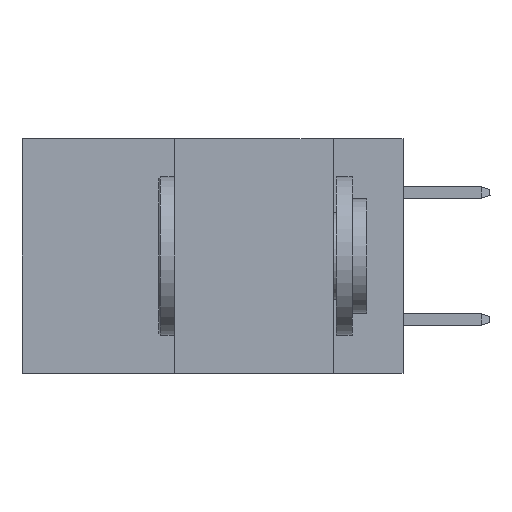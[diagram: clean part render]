
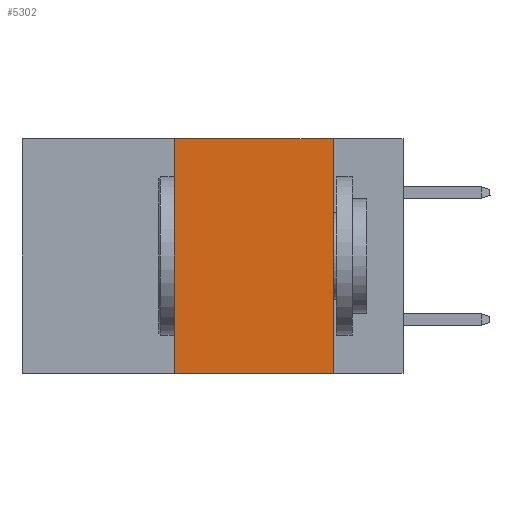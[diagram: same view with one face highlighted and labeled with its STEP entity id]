
A CAD part, left-side view. The second image highlights one B-rep face of the part: STEP entity #5302.
In plain terms, the highlighted planar face has unit normal (-1, 0, 0).
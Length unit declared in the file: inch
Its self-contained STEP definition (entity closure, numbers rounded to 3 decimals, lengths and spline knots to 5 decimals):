
#96 = LINE ( 'NONE', #7355, #3760 ) ;
#496 = CARTESIAN_POINT ( 'NONE',  ( 0., 0.6, 0. ) ) ;
#704 = CARTESIAN_POINT ( 'NONE',  ( 0., 0.11, -0.37 ) ) ;
#1021 = VECTOR ( 'NONE', #9495, 39.37008 ) ;
#1528 = FACE_OUTER_BOUND ( 'NONE', #1615, .T. ) ;
#1615 = EDGE_LOOP ( 'NONE', ( #2787, #5683, #4913, #9379 ) ) ;
#2073 = CARTESIAN_POINT ( 'NONE',  ( 0., 0.36, -0.37 ) ) ;
#2087 = DIRECTION ( 'NONE',  ( 0., 0., -1. ) ) ;
#2286 = VECTOR ( 'NONE', #8902, 39.37008 ) ;
#2787 = ORIENTED_EDGE ( 'NONE', *, *, #4960, .F. ) ;
#3303 = DIRECTION ( 'NONE',  ( 0., -1., 0. ) ) ;
#3407 = CARTESIAN_POINT ( 'NONE',  ( 0., 0.36, 0. ) ) ;
#3760 = VECTOR ( 'NONE', #2087, 39.37008 ) ;
#4913 = ORIENTED_EDGE ( 'NONE', *, *, #6800, .F. ) ;
#4960 = EDGE_CURVE ( 'NONE', #8549, #9463, #96, .T. ) ;
#5017 = VECTOR ( 'NONE', #3303, 39.37008 ) ;
#5088 = LINE ( 'NONE', #496, #5017 ) ;
#5186 = VERTEX_POINT ( 'NONE', #2073 ) ;
#5302 = ADVANCED_FACE ( 'NONE', ( #1528 ), #10667, .F. ) ;
#5683 = ORIENTED_EDGE ( 'NONE', *, *, #11207, .F. ) ;
#6169 = CARTESIAN_POINT ( 'NONE',  ( 0., 0.36, 0. ) ) ;
#6203 = CARTESIAN_POINT ( 'NONE',  ( 0., 0.6, 0. ) ) ;
#6800 = EDGE_CURVE ( 'NONE', #5186, #9467, #7061, .T. ) ;
#7061 = LINE ( 'NONE', #6169, #2286 ) ;
#7355 = CARTESIAN_POINT ( 'NONE',  ( 0., 0.11, 0. ) ) ;
#7494 = CARTESIAN_POINT ( 'NONE',  ( 0., 0.6, -0.37 ) ) ;
#7737 = AXIS2_PLACEMENT_3D ( 'NONE', #6203, #9636, #10607 ) ;
#7845 = CARTESIAN_POINT ( 'NONE',  ( 0., 0.11, 0. ) ) ;
#8549 = VERTEX_POINT ( 'NONE', #7845 ) ;
#8902 = DIRECTION ( 'NONE',  ( 0., 0., 1. ) ) ;
#9379 = ORIENTED_EDGE ( 'NONE', *, *, #9643, .T. ) ;
#9463 = VERTEX_POINT ( 'NONE', #704 ) ;
#9467 = VERTEX_POINT ( 'NONE', #3407 ) ;
#9495 = DIRECTION ( 'NONE',  ( 0., -1., 0. ) ) ;
#9636 = DIRECTION ( 'NONE',  ( 1., 0., 0. ) ) ;
#9643 = EDGE_CURVE ( 'NONE', #5186, #9463, #10458, .T. ) ;
#10458 = LINE ( 'NONE', #7494, #1021 ) ;
#10607 = DIRECTION ( 'NONE',  ( 0., 0., -1. ) ) ;
#10667 = PLANE ( 'NONE',  #7737 ) ;
#11207 = EDGE_CURVE ( 'NONE', #9467, #8549, #5088, .T. ) ;
